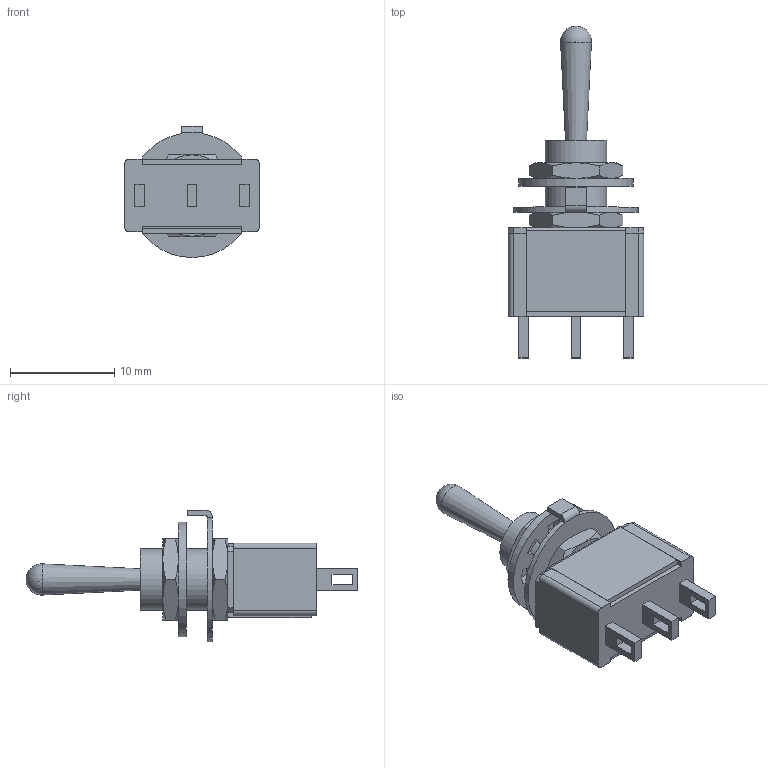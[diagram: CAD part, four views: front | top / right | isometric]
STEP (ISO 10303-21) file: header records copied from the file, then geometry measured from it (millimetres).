
FILE_DESCRIPTION((''),'2;1');
FILE_NAME('SPDT Toggle Switch.stp','2011-12-23T11:48:44',('sdarley'),(''),'Autodesk Inventor 2011','Autodesk Inventor 2011','');
FILE_SCHEMA(('AUTOMOTIVE_DESIGN { 1 0 10303 214 1 1 1 1 }'));
Length unit declared in the file: millimetre
Products named in the file (8): SPDT Toggle Switch; SPDT Toggle Switch Base; SPDT Toggle Switch Pin; SPDT Toggle Switch Treaded Tube; Toggle Switch; M6x0.5 Hex Nut; SPDT Toggle Switch Anti-Rotation Washer; AS 1969 (Internal Tooth Lock Washer Type A) M6
Assembly tree (10 placements, depth 2):
  SPDT Toggle Switch
    SPDT Toggle Switch Base
    SPDT Toggle Switch Pin  x3
    SPDT Toggle Switch Treaded Tube
    Toggle Switch
    M6x0.5 Hex Nut  x2
    SPDT Toggle Switch Anti-Rotation Washer
    AS 1969 (Internal Tooth Lock Washer Type A) M6
Bounding box: 13 x 31.9 x 12.6 mm (x, y, z)
Volume: 1122 mm3; surface area: 2100.1 mm2
Topology: 11 solids, 12 shells, 185 faces, 491 edges, 326 vertices
Faces by surface type: plane 110, cylinder 47, cone 26, sphere 2
Full cylindrical faces by diameter (mm): 4.3 x1, 5.9 x1, 6 x2, 6.5 x1, 11 x1
Entity records: 4686 total; most frequent: CARTESIAN_POINT 831, DIRECTION 778, ORIENTED_EDGE 742, EDGE_CURVE 371, AXIS2_PLACEMENT_3D 269, VERTEX_POINT 250, VECTOR 240, LINE 240
